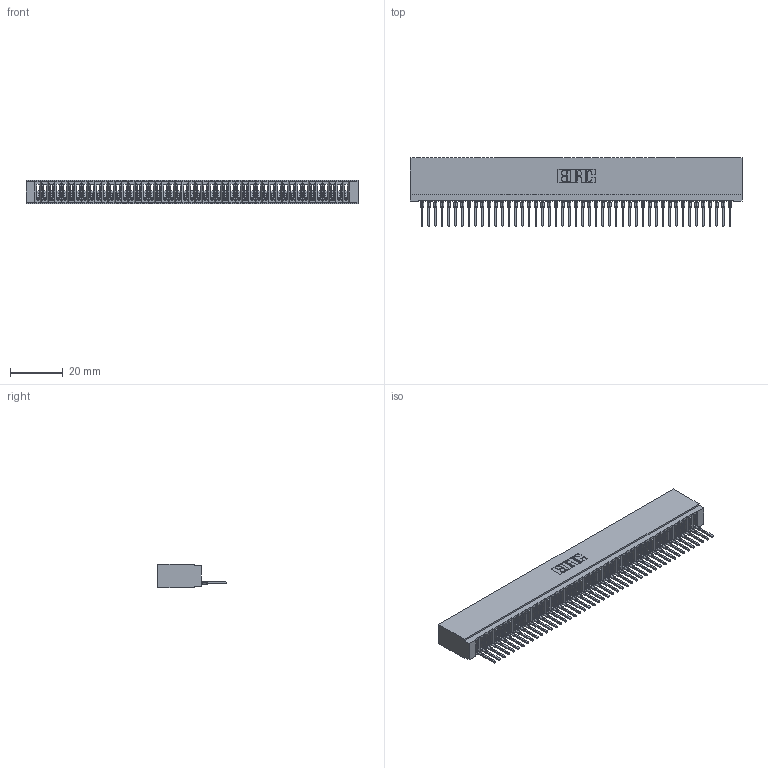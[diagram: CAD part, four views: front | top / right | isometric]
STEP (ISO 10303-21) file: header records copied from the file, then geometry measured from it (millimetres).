
FILE_DESCRIPTION (( 'STEP AP203' ), '1' );
FILE_NAME ('745-047-522-101.STEP', '2026-02-25T21:20:21', ( '' ), ( '' ), 'SwSTEP 2.0', 'SolidWorks 2023', '' );
FILE_SCHEMA (( 'CONFIG_CONTROL_DESIGN' ));
Length unit declared in the file: millimetre
Products named in the file (3): 745 Part_Insulator Option - 01; 745-047-522-101; 745-292-001_522
Assembly tree (48 placements, depth 2):
  745-047-522-101
    745 Part_Insulator Option - 01
    745-292-001_522  x47
Bounding box: 125.98 x 25.92 x 8.89 mm (x, y, z)
Volume: 10905.3 mm3; surface area: 20539 mm2
Topology: 48 solids, 48 shells, 5359 faces, 14734 edges, 9290 vertices
Faces by surface type: plane 3204, bspline 940, cylinder 933, torus 282
Entity records: 76939 total; most frequent: CARTESIAN_POINT 14060, ORIENTED_EDGE 13552, DIRECTION 11740, EDGE_CURVE 6776, VECTOR 6312, LINE 6312, VERTEX_POINT 4322, AXIS2_PLACEMENT_3D 2714
